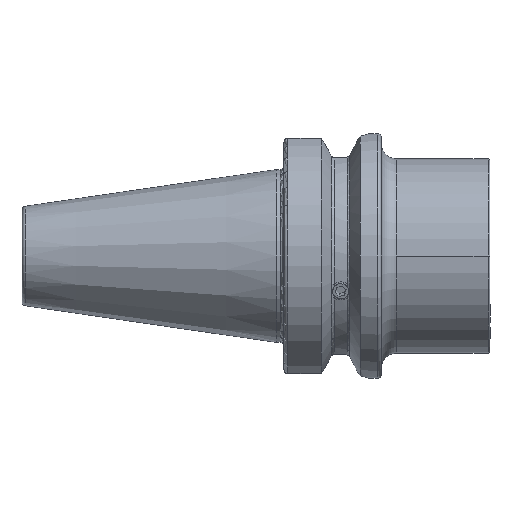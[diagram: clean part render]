
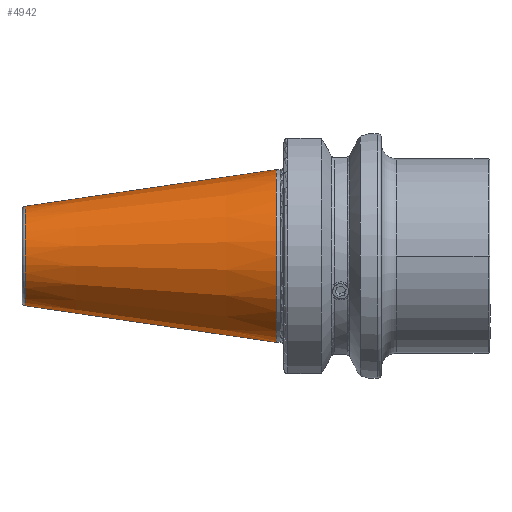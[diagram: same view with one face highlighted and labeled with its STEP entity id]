
A CAD part, front view. The second image highlights one B-rep face of the part: STEP entity #4942.
In plain terms, the highlighted conical face has half-angle 8.297 degrees and reference radius 22.225 mm.
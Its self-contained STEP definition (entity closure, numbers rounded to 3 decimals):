
#85 = CARTESIAN_POINT ( 'NONE',  ( -64.544, 0., -12.812 ) ) ;
#574 = CARTESIAN_POINT ( 'NONE',  ( 0., 0., -22.225 ) ) ;
#667 = CIRCLE ( 'NONE', #3610, 12.812 ) ;
#735 = ORIENTED_EDGE ( 'NONE', *, *, #4335, .F. ) ;
#756 = FACE_OUTER_BOUND ( 'NONE', #3025, .T. ) ;
#1003 = CARTESIAN_POINT ( 'NONE',  ( 0., 0., 0. ) ) ;
#1269 = ORIENTED_EDGE ( 'NONE', *, *, #5484, .F. ) ;
#1545 = DIRECTION ( 'NONE',  ( 0., 0., 1. ) ) ;
#1559 = DIRECTION ( 'NONE',  ( 0.99, 0., 0.144 ) ) ;
#1569 = DIRECTION ( 'NONE',  ( 0.99, 0., -0.144 ) ) ;
#1581 = LINE ( 'NONE', #5988, #4206 ) ;
#2037 = DIRECTION ( 'NONE',  ( -1., 0., 0. ) ) ;
#2052 = CONICAL_SURFACE ( 'NONE', #4129, 22.225, 0.145 ) ;
#2171 = CARTESIAN_POINT ( 'NONE',  ( 0., 0., 0. ) ) ;
#2205 = VERTEX_POINT ( 'NONE', #3096 ) ;
#2508 = EDGE_CURVE ( 'NONE', #7116, #6639, #1581, .T. ) ;
#3025 = EDGE_LOOP ( 'NONE', ( #735, #1269, #7124, #4246 ) ) ;
#3096 = CARTESIAN_POINT ( 'NONE',  ( 0., 0., 22.225 ) ) ;
#3610 = AXIS2_PLACEMENT_3D ( 'NONE', #5342, #2037, #5881 ) ;
#4090 = AXIS2_PLACEMENT_3D ( 'NONE', #1003, #4880, #1545 ) ;
#4098 = VERTEX_POINT ( 'NONE', #6344 ) ;
#4129 = AXIS2_PLACEMENT_3D ( 'NONE', #2171, #5994, #4411 ) ;
#4206 = VECTOR ( 'NONE', #1569, 1000. ) ;
#4246 = ORIENTED_EDGE ( 'NONE', *, *, #6451, .T. ) ;
#4335 = EDGE_CURVE ( 'NONE', #4098, #2205, #5596, .T. ) ;
#4411 = DIRECTION ( 'NONE',  ( 0., 0., -1. ) ) ;
#4476 = CIRCLE ( 'NONE', #4090, 22.225 ) ;
#4880 = DIRECTION ( 'NONE',  ( -1., 0., 0. ) ) ;
#4942 = ADVANCED_FACE ( 'NONE', ( #756 ), #2052, .T. ) ;
#5342 = CARTESIAN_POINT ( 'NONE',  ( -64.544, 0., 0. ) ) ;
#5426 = CARTESIAN_POINT ( 'NONE',  ( 0., 0., 22.225 ) ) ;
#5484 = EDGE_CURVE ( 'NONE', #7116, #4098, #667, .T. ) ;
#5596 = LINE ( 'NONE', #5426, #6875 ) ;
#5881 = DIRECTION ( 'NONE',  ( 0., 0., 1. ) ) ;
#5988 = CARTESIAN_POINT ( 'NONE',  ( 0., 0., -22.225 ) ) ;
#5994 = DIRECTION ( 'NONE',  ( 1., 0., 0. ) ) ;
#6344 = CARTESIAN_POINT ( 'NONE',  ( -64.544, 0., 12.812 ) ) ;
#6451 = EDGE_CURVE ( 'NONE', #6639, #2205, #4476, .T. ) ;
#6639 = VERTEX_POINT ( 'NONE', #574 ) ;
#6875 = VECTOR ( 'NONE', #1559, 1000. ) ;
#7116 = VERTEX_POINT ( 'NONE', #85 ) ;
#7124 = ORIENTED_EDGE ( 'NONE', *, *, #2508, .T. ) ;
